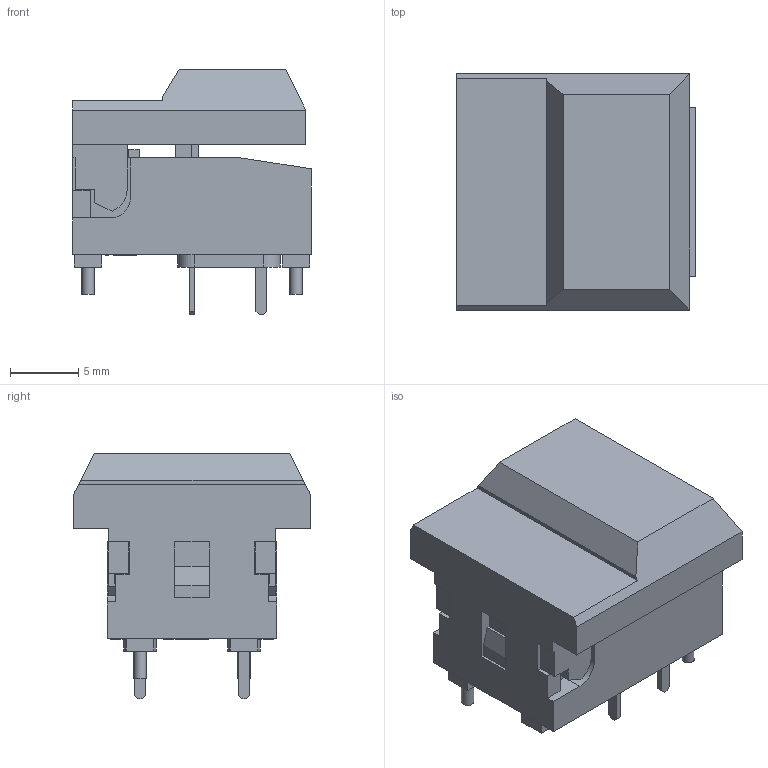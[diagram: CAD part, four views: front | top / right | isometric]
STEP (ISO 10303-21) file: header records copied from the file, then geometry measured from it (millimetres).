
FILE_DESCRIPTION((' '),'2;1');
FILE_NAME('5511MxxxXX.stp','2017-08-03T09:22:21',(' '),(' '),' ','ACIS',' ');
FILE_SCHEMA(('CONFIG_CONTROL_DESIGN'));
Length unit declared in the file: inch
Products named in the file (1): 5511MxxxXX.stp
Bounding box: 17.5 x 17.3 x 18 mm (x, y, z)
Volume: 2217.5 mm3; surface area: 2442 mm2
Topology: 1 solids, 1 shells, 223 faces, 598 edges, 396 vertices
Faces by surface type: plane 206, cylinder 17
Full cylindrical faces by diameter (mm): 0.7 x4, 0.9 x2, 1.2 x3
Entity records: 6934 total; most frequent: CARTESIAN_POINT 1209, ORIENTED_EDGE 1178, DIRECTION 1071, EDGE_CURVE 589, VECTOR 555, LINE 555, VERTEX_POINT 396, EDGE_LOOP 265
